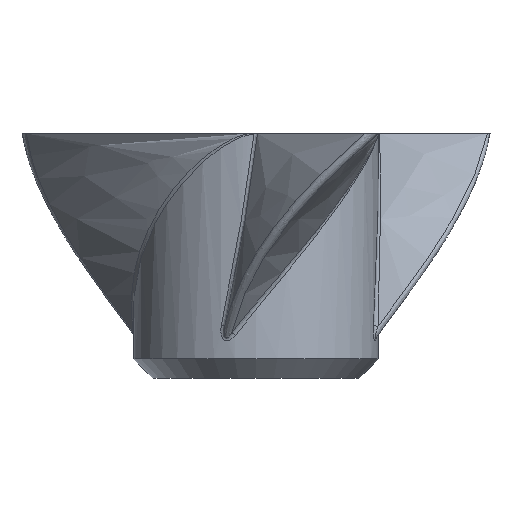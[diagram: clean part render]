
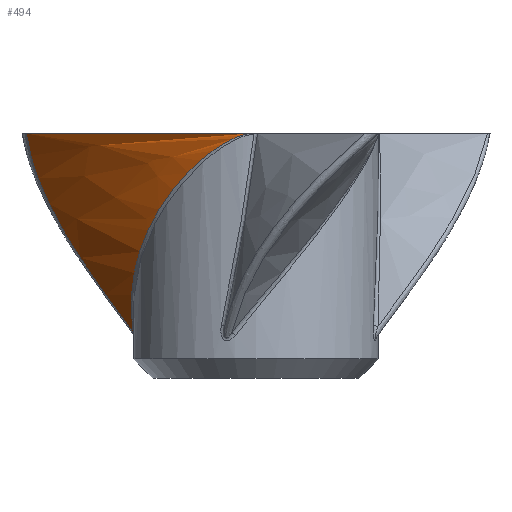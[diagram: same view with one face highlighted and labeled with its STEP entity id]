
A CAD part, left-side view. The second image highlights one B-rep face of the part: STEP entity #494.
In plain terms, the highlighted free-form (B-spline) face has degree [3, 3] with [4, 5] control points.
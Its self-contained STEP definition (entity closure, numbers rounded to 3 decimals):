
#37=B_SPLINE_SURFACE_WITH_KNOTS('',3,3,((#1839,#1840,#1841,#1842,#1843),
(#1844,#1845,#1846,#1847,#1848),(#1849,#1850,#1851,#1852,#1853),(#1854,
#1855,#1856,#1857,#1858)),.UNSPECIFIED.,.F.,.F.,.F.,(4,4),(4,1,4),(0.073,
2.344),(0.,0.871,2.032),.UNSPECIFIED.);
#75=B_SPLINE_CURVE_WITH_KNOTS('',3,(#1076,#1077,#1078,#1079,#1080,#1081,
#1082,#1083,#1084),.UNSPECIFIED.,.F.,.F.,(4,1,1,1,1,1,4),(-3.27,
-3.11,-2.889,-2.448,-2.007,
-1.125,-0.243),.UNSPECIFIED.);
#97=B_SPLINE_CURVE_WITH_KNOTS('',3,(#1773,#1774,#1775,#1776,#1777,#1778),
 .UNSPECIFIED.,.F.,.F.,(4,1,1,4),(-2.743,-1.565,-0.731,
0.102),.UNSPECIFIED.);
#125=FACE_OUTER_BOUND('',#153,.T.);
#153=EDGE_LOOP('',(#461,#462,#463));
#163=LINE('',#1611,#173);
#173=VECTOR('',#560,10.);
#218=VERTEX_POINT('',#1068);
#219=VERTEX_POINT('',#1075);
#234=VERTEX_POINT('',#1594);
#277=EDGE_CURVE('',#218,#219,#75,.T.);
#306=EDGE_CURVE('',#218,#234,#163,.T.);
#312=EDGE_CURVE('',#219,#234,#97,.T.);
#461=ORIENTED_EDGE('',*,*,#277,.F.);
#462=ORIENTED_EDGE('',*,*,#306,.T.);
#463=ORIENTED_EDGE('',*,*,#312,.F.);
#494=ADVANCED_FACE('',(#125),#37,.T.);
#560=DIRECTION('',(0.,1.,0.));
#1068=CARTESIAN_POINT('',(-12.5,0.731,25.));
#1075=CARTESIAN_POINT('',(2.471,12.525,4.679));
#1076=CARTESIAN_POINT('Ctrl Pts',(-12.5,0.731,25.002));
#1077=CARTESIAN_POINT('Ctrl Pts',(-12.473,1.252,24.913));
#1078=CARTESIAN_POINT('Ctrl Pts',(-12.335,2.445,24.493));
#1079=CARTESIAN_POINT('Ctrl Pts',(-11.747,4.722,23.138));
#1080=CARTESIAN_POINT('Ctrl Pts',(-10.452,7.267,20.845));
#1081=CARTESIAN_POINT('Ctrl Pts',(-7.649,10.43,16.822));
#1082=CARTESIAN_POINT('Ctrl Pts',(-3.184,12.745,11.417));
#1083=CARTESIAN_POINT('Ctrl Pts',(0.651,12.862,6.941));
#1084=CARTESIAN_POINT('Ctrl Pts',(2.471,12.525,4.679));
#1594=CARTESIAN_POINT('',(-12.5,23.44,25.));
#1611=CARTESIAN_POINT('',(-12.5,0.,25.));
#1773=CARTESIAN_POINT('Ctrl Pts',(2.47,12.525,4.679));
#1774=CARTESIAN_POINT('Ctrl Pts',(1.779,14.791,7.761));
#1775=CARTESIAN_POINT('Ctrl Pts',(-0.679,18.52,12.838));
#1776=CARTESIAN_POINT('Ctrl Pts',(-6.386,22.106,19.522));
#1777=CARTESIAN_POINT('Ctrl Pts',(-10.408,23.181,23.209));
#1778=CARTESIAN_POINT('Ctrl Pts',(-12.5,23.44,25.));
#1839=CARTESIAN_POINT('Ctrl Pts',(-12.5,0.731,25.));
#1840=CARTESIAN_POINT('Ctrl Pts',(-11.641,2.124,22.097));
#1841=CARTESIAN_POINT('Ctrl Pts',(-9.086,4.729,15.323));
#1842=CARTESIAN_POINT('Ctrl Pts',(-6.052,5.543,8.55));
#1843=CARTESIAN_POINT('Ctrl Pts',(-4.5,5.482,4.679));
#1844=CARTESIAN_POINT('Ctrl Pts',(-12.5,8.301,25.));
#1845=CARTESIAN_POINT('Ctrl Pts',(-10.797,9.694,22.097));
#1846=CARTESIAN_POINT('Ctrl Pts',(-6.273,11.967,15.323));
#1847=CARTESIAN_POINT('Ctrl Pts',(-1.527,11.715,8.55));
#1848=CARTESIAN_POINT('Ctrl Pts',(0.825,10.863,4.679));
#1849=CARTESIAN_POINT('Ctrl Pts',(-12.5,15.871,25.));
#1850=CARTESIAN_POINT('Ctrl Pts',(-9.953,17.264,22.097));
#1851=CARTESIAN_POINT('Ctrl Pts',(-3.46,19.206,15.323));
#1852=CARTESIAN_POINT('Ctrl Pts',(2.999,17.886,8.55));
#1853=CARTESIAN_POINT('Ctrl Pts',(6.15,16.243,4.679));
#1854=CARTESIAN_POINT('Ctrl Pts',(-12.5,23.44,25.));
#1855=CARTESIAN_POINT('Ctrl Pts',(-9.109,24.834,22.097));
#1856=CARTESIAN_POINT('Ctrl Pts',(-0.647,26.444,15.323));
#1857=CARTESIAN_POINT('Ctrl Pts',(7.524,24.058,8.55));
#1858=CARTESIAN_POINT('Ctrl Pts',(11.475,21.623,4.679));
